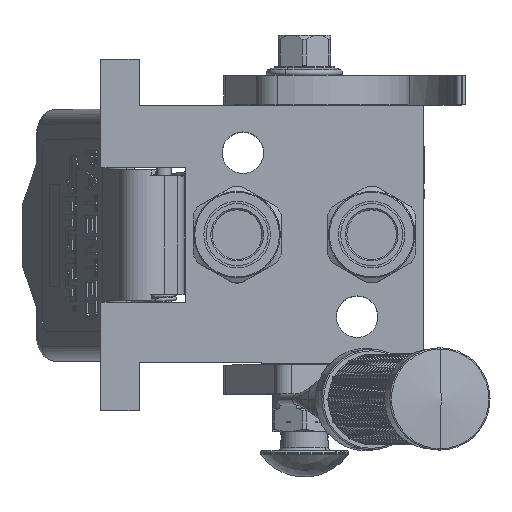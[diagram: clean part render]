
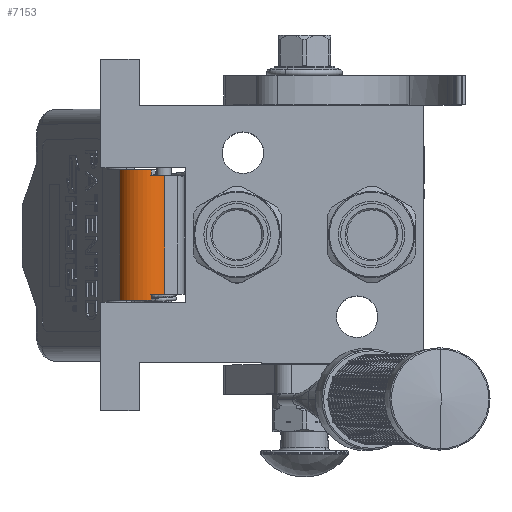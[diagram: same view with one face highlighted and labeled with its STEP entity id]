
A CAD part, top view. The second image highlights one B-rep face of the part: STEP entity #7153.
In plain terms, the highlighted cylindrical face has radius 9.5 mm (diameter 19 mm), a partial arc.
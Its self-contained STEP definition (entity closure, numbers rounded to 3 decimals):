
#4159 = ORIENTED_EDGE ( 'NONE', *, *, #184739, .F. ) ;
#5948 = DIRECTION ( 'NONE',  ( 1., 0., 0. ) ) ;
#7153 = ADVANCED_FACE ( 'NONE', ( #61144 ), #70177, .T. ) ;
#7384 = CARTESIAN_POINT ( 'NONE',  ( 20.25, 0., -56.881 ) ) ;
#10621 = CIRCLE ( 'NONE', #138802, 9.5 ) ;
#10910 = CARTESIAN_POINT ( 'NONE',  ( -22.25, -1.5, -47.5 ) ) ;
#11223 = VECTOR ( 'NONE', #107785, 1000. ) ;
#13179 = VERTEX_POINT ( 'NONE', #103298 ) ;
#14647 = DIRECTION ( 'NONE',  ( 1., 0., 0. ) ) ;
#14890 = CARTESIAN_POINT ( 'NONE',  ( -22.25, 8., -47.5 ) ) ;
#20108 = DIRECTION ( 'NONE',  ( 1., 0., 0. ) ) ;
#25317 = DIRECTION ( 'NONE',  ( 1., 0., 0. ) ) ;
#25752 = AXIS2_PLACEMENT_3D ( 'NONE', #44979, #54393, #83821 ) ;
#26892 = LINE ( 'NONE', #7384, #11223 ) ;
#30960 = EDGE_CURVE ( 'NONE', #105904, #90054, #124561, .T. ) ;
#33292 = CARTESIAN_POINT ( 'NONE',  ( -20.25, -5.154, -56.269 ) ) ;
#37679 = DIRECTION ( 'NONE',  ( 1., 0., 0. ) ) ;
#43248 = CARTESIAN_POINT ( 'NONE',  ( 22.25, 0., -56.881 ) ) ;
#44953 = AXIS2_PLACEMENT_3D ( 'NONE', #153700, #37679, #96687 ) ;
#44979 = CARTESIAN_POINT ( 'NONE',  ( -22.25, -1.5, -47.5 ) ) ;
#45445 = EDGE_LOOP ( 'NONE', ( #70640, #158527, #94283, #135509, #164727, #121929, #4159, #150664 ) ) ;
#47129 = CARTESIAN_POINT ( 'NONE',  ( -20.25, -1.5, -47.5 ) ) ;
#48960 = DIRECTION ( 'NONE',  ( 1., 0., 0. ) ) ;
#50549 = VERTEX_POINT ( 'NONE', #105875 ) ;
#52574 = LINE ( 'NONE', #59875, #169172 ) ;
#54393 = DIRECTION ( 'NONE',  ( -1., 0., 0. ) ) ;
#55916 = DIRECTION ( 'NONE',  ( 1., 0., 0. ) ) ;
#58274 = VECTOR ( 'NONE', #20108, 1000. ) ;
#59242 = EDGE_CURVE ( 'NONE', #63617, #90054, #63306, .T. ) ;
#59750 = CARTESIAN_POINT ( 'NONE',  ( -20.25, -5.154, -56.269 ) ) ;
#59753 = VERTEX_POINT ( 'NONE', #59750 ) ;
#59875 = CARTESIAN_POINT ( 'NONE',  ( -22.25, 0., -56.881 ) ) ;
#61144 = FACE_OUTER_BOUND ( 'NONE', #45445, .T. ) ;
#63306 = LINE ( 'NONE', #90608, #135046 ) ;
#63617 = VERTEX_POINT ( 'NONE', #14890 ) ;
#69755 = CARTESIAN_POINT ( 'NONE',  ( 20.25, -1.5, -47.5 ) ) ;
#70177 = CYLINDRICAL_SURFACE ( 'NONE', #25752, 9.5 ) ;
#70640 = ORIENTED_EDGE ( 'NONE', *, *, #117316, .F. ) ;
#83821 = DIRECTION ( 'NONE',  ( 0., -1., 0. ) ) ;
#90054 = VERTEX_POINT ( 'NONE', #182951 ) ;
#90608 = CARTESIAN_POINT ( 'NONE',  ( -22.25, 8., -47.5 ) ) ;
#94283 = ORIENTED_EDGE ( 'NONE', *, *, #139660, .F. ) ;
#96381 = LINE ( 'NONE', #33292, #58274 ) ;
#96687 = DIRECTION ( 'NONE',  ( 0., 0.158, -0.987 ) ) ;
#97912 = CARTESIAN_POINT ( 'NONE',  ( 20.25, -5.154, -56.269 ) ) ;
#103298 = CARTESIAN_POINT ( 'NONE',  ( 20.25, 0., -56.881 ) ) ;
#105248 = CIRCLE ( 'NONE', #153145, 9.5 ) ;
#105875 = CARTESIAN_POINT ( 'NONE',  ( -20.25, 0., -56.881 ) ) ;
#105904 = VERTEX_POINT ( 'NONE', #43248 ) ;
#107785 = DIRECTION ( 'NONE',  ( 1., 0., 0. ) ) ;
#109271 = EDGE_CURVE ( 'NONE', #59753, #50549, #105248, .T. ) ;
#114430 = DIRECTION ( 'NONE',  ( 0., 0.158, -0.987 ) ) ;
#117316 = EDGE_CURVE ( 'NONE', #59753, #164108, #96381, .T. ) ;
#118980 = VERTEX_POINT ( 'NONE', #179822 ) ;
#119219 = DIRECTION ( 'NONE',  ( 0., -0.385, -0.923 ) ) ;
#121929 = ORIENTED_EDGE ( 'NONE', *, *, #30960, .F. ) ;
#124561 = CIRCLE ( 'NONE', #44953, 9.5 ) ;
#126409 = CIRCLE ( 'NONE', #144871, 9.5 ) ;
#135046 = VECTOR ( 'NONE', #5948, 1000. ) ;
#135509 = ORIENTED_EDGE ( 'NONE', *, *, #163566, .T. ) ;
#138802 = AXIS2_PLACEMENT_3D ( 'NONE', #10910, #25317, #114430 ) ;
#139660 = EDGE_CURVE ( 'NONE', #118980, #50549, #52574, .T. ) ;
#141028 = EDGE_CURVE ( 'NONE', #164108, #13179, #126409, .T. ) ;
#141757 = DIRECTION ( 'NONE',  ( 0., -0.385, -0.923 ) ) ;
#144871 = AXIS2_PLACEMENT_3D ( 'NONE', #69755, #55916, #141757 ) ;
#150664 = ORIENTED_EDGE ( 'NONE', *, *, #141028, .F. ) ;
#153145 = AXIS2_PLACEMENT_3D ( 'NONE', #47129, #48960, #119219 ) ;
#153700 = CARTESIAN_POINT ( 'NONE',  ( 22.25, -1.5, -47.5 ) ) ;
#158527 = ORIENTED_EDGE ( 'NONE', *, *, #109271, .T. ) ;
#163566 = EDGE_CURVE ( 'NONE', #118980, #63617, #10621, .T. ) ;
#164108 = VERTEX_POINT ( 'NONE', #97912 ) ;
#164727 = ORIENTED_EDGE ( 'NONE', *, *, #59242, .T. ) ;
#169172 = VECTOR ( 'NONE', #14647, 1000. ) ;
#179822 = CARTESIAN_POINT ( 'NONE',  ( -22.25, 0., -56.881 ) ) ;
#182951 = CARTESIAN_POINT ( 'NONE',  ( 22.25, 8., -47.5 ) ) ;
#184739 = EDGE_CURVE ( 'NONE', #13179, #105904, #26892, .T. ) ;
